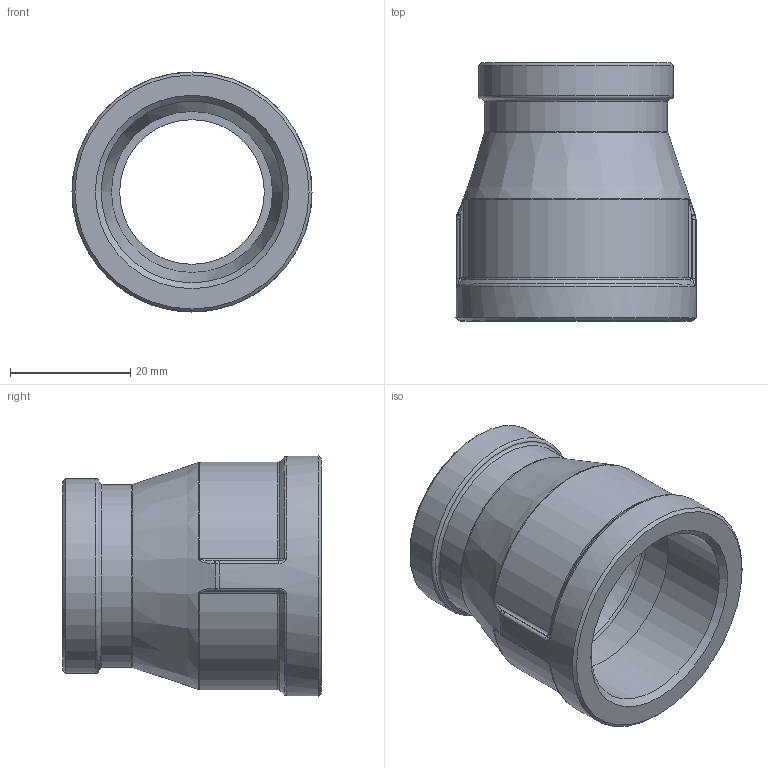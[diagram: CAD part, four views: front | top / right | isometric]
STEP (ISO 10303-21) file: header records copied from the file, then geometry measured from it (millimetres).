
FILE_DESCRIPTION(/* description */ (''),/* implementation_level */ '2;1');
FILE_NAME(/* name */ 'KI-335-1-025 Aschl.stp',/* time_stamp */ '2016-06-02T12:58:32+02:00',/* author */ ('hochmair'),/* organization */ (''),/* preprocessor_version */ 'ST-DEVELOPER v15.6',/* originating_system */ 'Autodesk Inventor 2015',/* authorisation */ '');
FILE_SCHEMA (('AUTOMOTIVE_DESIGN { 1 0 10303 214 3 1 1 }'));
Length unit declared in the file: millimetre
Products named in the file (1): TB63382438
Bounding box: 40 x 43 x 40 mm (x, y, z)
Volume: 13825.6 mm3; surface area: 10070.4 mm2
Topology: 1 solids, 1 shells, 68 faces, 146 edges, 82 vertices
Faces by surface type: bspline 20, cylinder 16, torus 12, cone 8, plane 8, sphere 4
Full cylindrical faces by diameter (mm): 24.117 x1, 30.291 x1, 30.5 x1, 32.5 x1, 34.2 x1, 40 x1
Entity records: 2229 total; most frequent: CARTESIAN_POINT 855, DIRECTION 284, ORIENTED_EDGE 254, AXIS2_PLACEMENT_3D 128, EDGE_CURVE 127, EDGE_LOOP 88, VERTEX_POINT 79, CIRCLE 71
